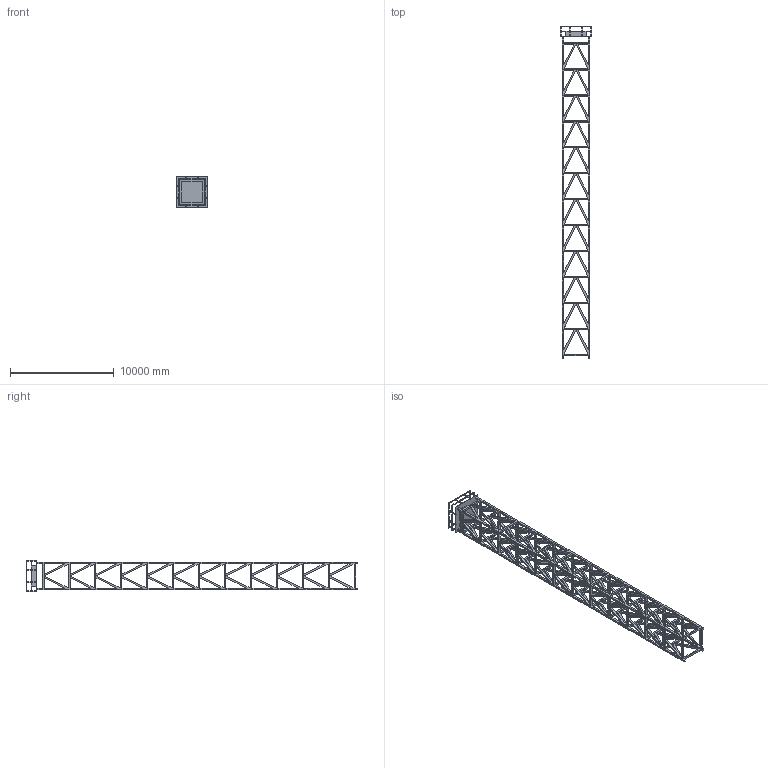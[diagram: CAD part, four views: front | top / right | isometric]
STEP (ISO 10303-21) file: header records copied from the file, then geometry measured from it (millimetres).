
FILE_DESCRIPTION (( 'STEP AP203' ), '1' );
FILE_NAME ('Tower_Default_sldprt.STEP', '2023-03-20T08:06:37', ( '' ), ( '' ), 'SwSTEP 2.0', 'SolidWorks 2019', '' );
FILE_SCHEMA (( 'CONFIG_CONTROL_DESIGN' ));
Length unit declared in the file: metre
Products named in the file (1): Tower_Default_sldprt
Bounding box: 3000 x 31930 x 3000 mm (x, y, z)
Volume: 17952440316.6 mm3; surface area: 368051666 mm2
Topology: 21 solids, 21 shells, 860 faces, 2280 edges, 1424 vertices
Faces by surface type: plane 860
Entity records: 26041 total; most frequent: CARTESIAN_POINT 4565, ORIENTED_EDGE 4560, DIRECTION 4002, VECTOR 2280, EDGE_CURVE 2280, LINE 2280, VERTEX_POINT 1424, EDGE_LOOP 974
